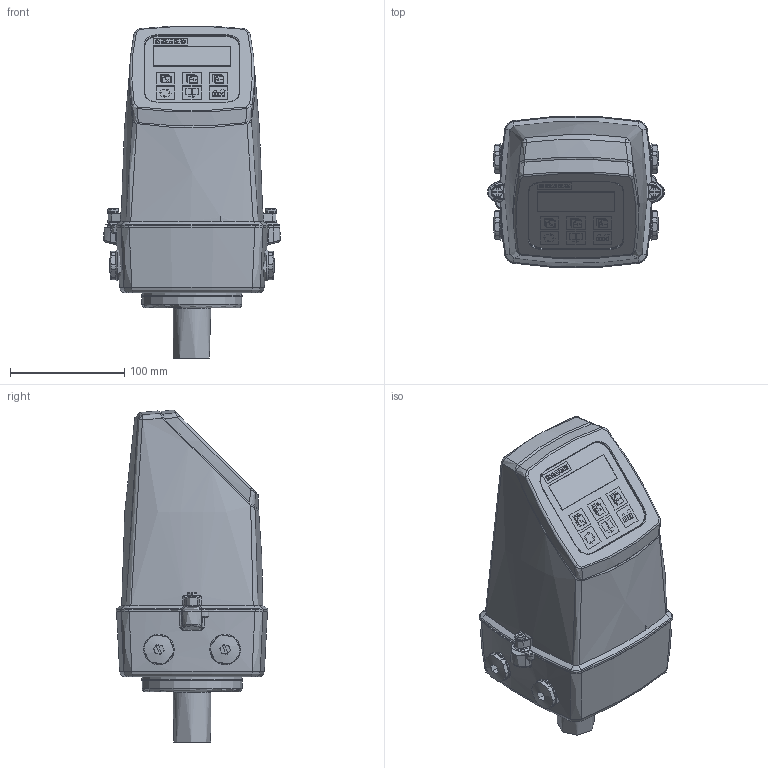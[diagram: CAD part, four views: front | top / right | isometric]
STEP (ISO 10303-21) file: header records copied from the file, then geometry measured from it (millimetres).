
FILE_DESCRIPTION(('FreeCAD Model'),'2;1');
FILE_NAME('Open CASCADE Shape Model','2025-05-03T10:38:41',('FreeCAD'),( 'FreeCAD'),'Open CASCADE STEP processor 7.6','FreeCAD','Unknown');
FILE_SCHEMA(('AUTOMOTIVE_DESIGN { 1 0 10303 214 1 1 1 1 }'));
Length unit declared in the file: millimetre
Products named in the file (1): Open CASCADE STEP translator 7.6 1
Bounding box: 155 x 132.41 x 290.57 mm (x, y, z)
Volume: 2285015 mm3; surface area: 270758.9 mm2
Topology: 23 solids, 27 shells, 1777 faces, 4699 edges, 3028 vertices
Faces by surface type: plane 712, cylinder 443, bspline 247, cone 186, torus 126, sphere 63
Full cylindrical faces by diameter (mm): 2 x2, 2.5 x4, 2.9 x4, 3 x6, 3.1 x3, 3.2 x2, 3.3 x11, 3.5 x2, 3.6 x2, 3.9 x2, 4 x4, 4.2 x4, 4.334 x4, 4.5 x2, 5 x4, 5.4 x8, 5.5 x4, 5.7 x4, 6 x2, 7 x2, 7.1 x1, 10 x2, 12.5 x4, 14.5 x4, 18 x4, 19 x4, 20 x4, 27 x5, 30.1 x1, 33.04 x1
Entity records: 121341 total; most frequent: CARTESIAN_POINT 78079, ORIENTED_EDGE 9358, DIRECTION 8792, EDGE_CURVE 4679, AXIS2_PLACEMENT_3D 3348, VERTEX_POINT 3028, LINE 2096, VECTOR 2096
